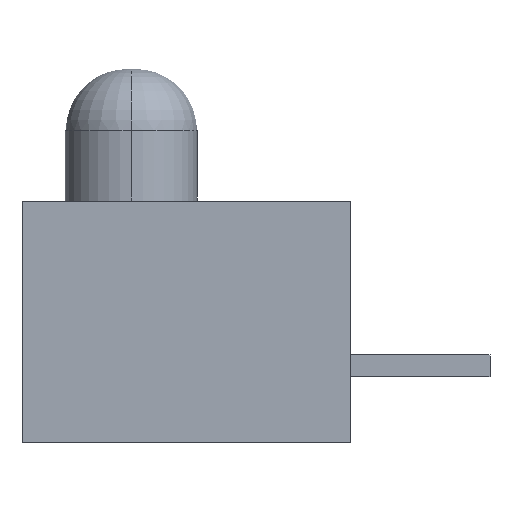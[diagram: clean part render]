
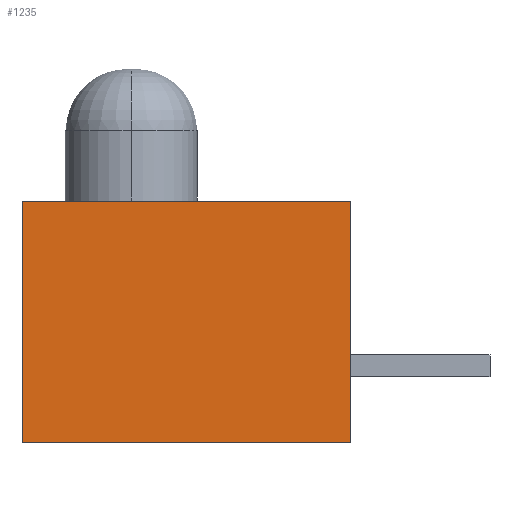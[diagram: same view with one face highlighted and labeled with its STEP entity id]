
A CAD part, left-side view. The second image highlights one B-rep face of the part: STEP entity #1235.
In plain terms, the highlighted planar face has unit normal (-1, 0, 0).
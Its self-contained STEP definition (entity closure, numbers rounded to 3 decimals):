
#23 = CARTESIAN_POINT ( 'NONE',  ( 8.694, 6.547, 5.5 ) ) ;
#46 = CARTESIAN_POINT ( 'NONE',  ( 8.694, 14.022, 5.5 ) ) ;
#50 = ORIENTED_EDGE ( 'NONE', *, *, #925, .F. ) ;
#60 = DIRECTION ( 'NONE',  ( 0., -1., 0. ) ) ;
#117 = DIRECTION ( 'NONE',  ( 0., 0., -1. ) ) ;
#124 = VECTOR ( 'NONE', #317, 1000. ) ;
#126 = VERTEX_POINT ( 'NONE', #602 ) ;
#190 = AXIS2_PLACEMENT_3D ( 'NONE', #23, #686, #117 ) ;
#229 = VECTOR ( 'NONE', #1211, 1000. ) ;
#281 = FACE_OUTER_BOUND ( 'NONE', #755, .T. ) ;
#317 = DIRECTION ( 'NONE',  ( 0., 0., -1. ) ) ;
#409 = EDGE_CURVE ( 'NONE', #972, #126, #477, .T. ) ;
#442 = EDGE_CURVE ( 'NONE', #126, #699, #1224, .T. ) ;
#447 = VECTOR ( 'NONE', #60, 1000. ) ;
#477 = LINE ( 'NONE', #987, #229 ) ;
#514 = CARTESIAN_POINT ( 'NONE',  ( 8.694, 6.547, 0. ) ) ;
#564 = CARTESIAN_POINT ( 'NONE',  ( 8.694, 6.547, 5.5 ) ) ;
#602 = CARTESIAN_POINT ( 'NONE',  ( 8.694, 14.022, 0. ) ) ;
#655 = LINE ( 'NONE', #564, #846 ) ;
#668 = DIRECTION ( 'NONE',  ( 0., -1., 0. ) ) ;
#686 = DIRECTION ( 'NONE',  ( 1., 0., 0. ) ) ;
#699 = VERTEX_POINT ( 'NONE', #514 ) ;
#703 = CARTESIAN_POINT ( 'NONE',  ( 8.694, 6.547, 0. ) ) ;
#746 = ORIENTED_EDGE ( 'NONE', *, *, #1122, .F. ) ;
#755 = EDGE_LOOP ( 'NONE', ( #960, #50, #746, #788 ) ) ;
#769 = CARTESIAN_POINT ( 'NONE',  ( 8.694, 6.547, 5.5 ) ) ;
#788 = ORIENTED_EDGE ( 'NONE', *, *, #409, .T. ) ;
#846 = VECTOR ( 'NONE', #668, 1000. ) ;
#872 = PLANE ( 'NONE',  #190 ) ;
#925 = EDGE_CURVE ( 'NONE', #1194, #699, #1143, .T. ) ;
#960 = ORIENTED_EDGE ( 'NONE', *, *, #442, .T. ) ;
#972 = VERTEX_POINT ( 'NONE', #46 ) ;
#987 = CARTESIAN_POINT ( 'NONE',  ( 8.694, 14.022, 5.5 ) ) ;
#1090 = CARTESIAN_POINT ( 'NONE',  ( 8.694, 6.547, 5.5 ) ) ;
#1122 = EDGE_CURVE ( 'NONE', #972, #1194, #655, .T. ) ;
#1143 = LINE ( 'NONE', #1090, #124 ) ;
#1194 = VERTEX_POINT ( 'NONE', #769 ) ;
#1211 = DIRECTION ( 'NONE',  ( 0., 0., -1. ) ) ;
#1224 = LINE ( 'NONE', #703, #447 ) ;
#1235 = ADVANCED_FACE ( 'NONE', ( #281 ), #872, .F. ) ;
